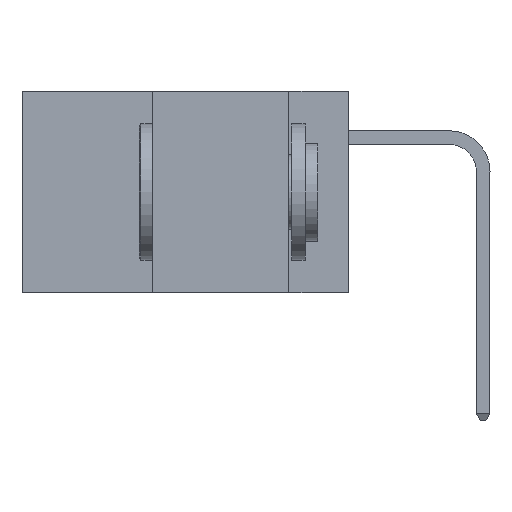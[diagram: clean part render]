
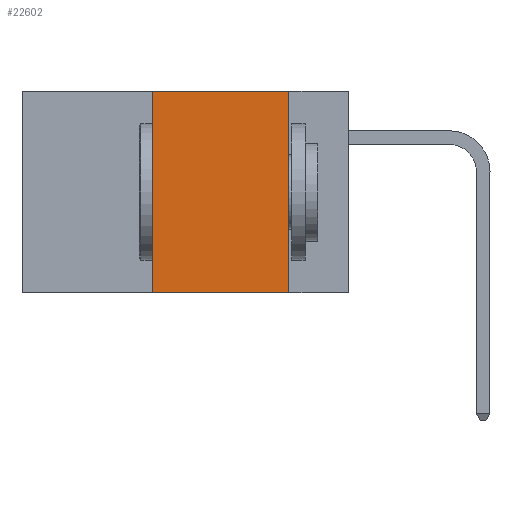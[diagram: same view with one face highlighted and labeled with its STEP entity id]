
A CAD part, left-side view. The second image highlights one B-rep face of the part: STEP entity #22602.
In plain terms, the highlighted planar face has unit normal (-1, 0, 0).
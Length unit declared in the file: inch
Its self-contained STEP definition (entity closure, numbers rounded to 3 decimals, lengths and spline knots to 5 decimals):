
#326 = CARTESIAN_POINT ( 'NONE',  ( 0., 0.6, 0. ) ) ;
#342 = ORIENTED_EDGE ( 'NONE', *, *, #1625, .T. ) ;
#1625 = EDGE_CURVE ( 'NONE', #10679, #26289, #28084, .T. ) ;
#1770 = ORIENTED_EDGE ( 'NONE', *, *, #20709, .F. ) ;
#2575 = DIRECTION ( 'NONE',  ( 0., 0., -1. ) ) ;
#5542 = LINE ( 'NONE', #19961, #28486 ) ;
#5942 = DIRECTION ( 'NONE',  ( 0., 0., -1. ) ) ;
#7662 = LINE ( 'NONE', #22646, #18715 ) ;
#8974 = CARTESIAN_POINT ( 'NONE',  ( 0., 0.36, 0. ) ) ;
#10273 = VECTOR ( 'NONE', #21549, 39.37008 ) ;
#10679 = VERTEX_POINT ( 'NONE', #19455 ) ;
#12363 = CARTESIAN_POINT ( 'NONE',  ( 0., 0.11, -0.37 ) ) ;
#12538 = CARTESIAN_POINT ( 'NONE',  ( 0., 0.11, 0. ) ) ;
#13287 = DIRECTION ( 'NONE',  ( 0., -1., 0. ) ) ;
#14397 = EDGE_CURVE ( 'NONE', #16867, #18729, #5542, .T. ) ;
#14781 = ORIENTED_EDGE ( 'NONE', *, *, #14397, .F. ) ;
#14921 = VECTOR ( 'NONE', #5942, 39.37008 ) ;
#15579 = PLANE ( 'NONE',  #23659 ) ;
#15676 = DIRECTION ( 'NONE',  ( 1., 0., 0. ) ) ;
#16850 = CARTESIAN_POINT ( 'NONE',  ( 0., 0.11, 0. ) ) ;
#16867 = VERTEX_POINT ( 'NONE', #8974 ) ;
#18297 = ORIENTED_EDGE ( 'NONE', *, *, #22048, .F. ) ;
#18715 = VECTOR ( 'NONE', #24971, 39.37008 ) ;
#18729 = VERTEX_POINT ( 'NONE', #12538 ) ;
#19239 = CARTESIAN_POINT ( 'NONE',  ( 0., 0.6, -0.37 ) ) ;
#19455 = CARTESIAN_POINT ( 'NONE',  ( 0., 0.36, -0.37 ) ) ;
#19961 = CARTESIAN_POINT ( 'NONE',  ( 0., 0.6, 0. ) ) ;
#20709 = EDGE_CURVE ( 'NONE', #18729, #26289, #20952, .T. ) ;
#20952 = LINE ( 'NONE', #16850, #14921 ) ;
#21549 = DIRECTION ( 'NONE',  ( 0., -1., 0. ) ) ;
#22048 = EDGE_CURVE ( 'NONE', #10679, #16867, #7662, .T. ) ;
#22602 = ADVANCED_FACE ( 'NONE', ( #25005 ), #15579, .F. ) ;
#22646 = CARTESIAN_POINT ( 'NONE',  ( 0., 0.36, 0. ) ) ;
#22670 = EDGE_LOOP ( 'NONE', ( #1770, #14781, #18297, #342 ) ) ;
#23659 = AXIS2_PLACEMENT_3D ( 'NONE', #326, #15676, #2575 ) ;
#24971 = DIRECTION ( 'NONE',  ( 0., 0., 1. ) ) ;
#25005 = FACE_OUTER_BOUND ( 'NONE', #22670, .T. ) ;
#26289 = VERTEX_POINT ( 'NONE', #12363 ) ;
#28084 = LINE ( 'NONE', #19239, #10273 ) ;
#28486 = VECTOR ( 'NONE', #13287, 39.37008 ) ;
